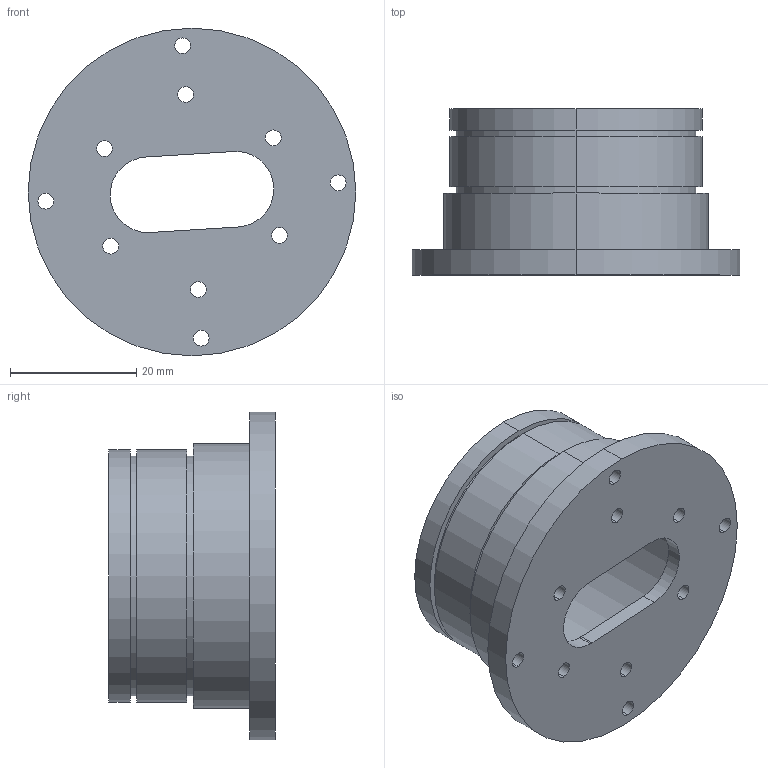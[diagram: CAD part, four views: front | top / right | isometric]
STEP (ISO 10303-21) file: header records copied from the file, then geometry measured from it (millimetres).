
FILE_DESCRIPTION (( 'STEP AP203' ), '1' );
FILE_NAME ('打印件_默认_sldprt.STEP', '2022-11-06T09:14:41', ( '' ), ( '' ), 'SwSTEP 2.0', 'SolidWorks 2021', '' );
FILE_SCHEMA (( 'CONFIG_CONTROL_DESIGN' ));
Length unit declared in the file: millimetre
Products named in the file (1): 打印件_默认_sldprt
Bounding box: 52 x 26.4 x 52 mm (x, y, z)
Volume: 11207.1 mm3; surface area: 10760.5 mm2
Topology: 1 solids, 1 shells, 47 faces, 117 edges, 78 vertices
Faces by surface type: cylinder 37, plane 10
Entity records: 1566 total; most frequent: DIRECTION 287, CARTESIAN_POINT 243, ORIENTED_EDGE 234, AXIS2_PLACEMENT_3D 122, EDGE_CURVE 117, VERTEX_POINT 78, EDGE_LOOP 75, CIRCLE 74
